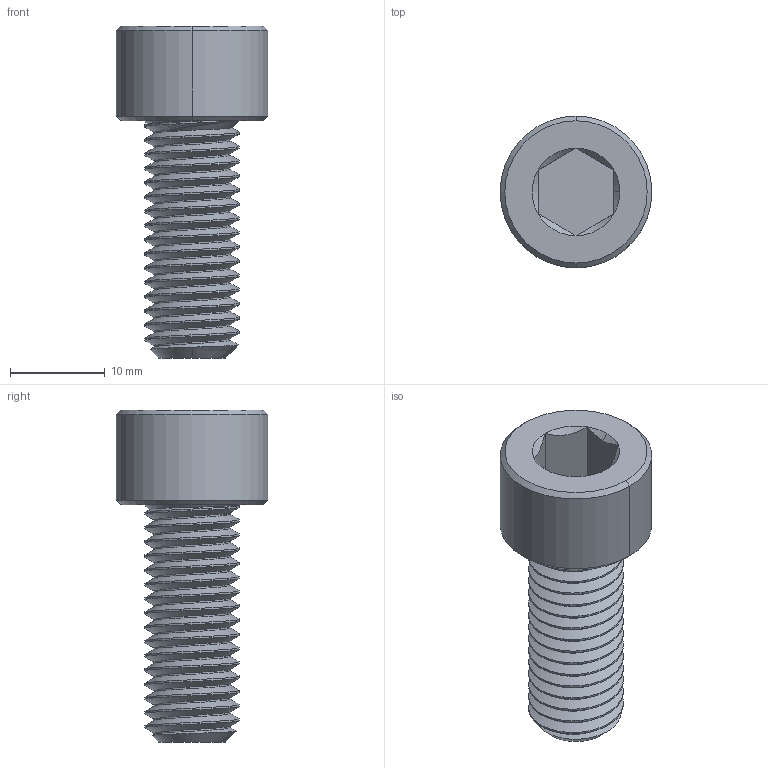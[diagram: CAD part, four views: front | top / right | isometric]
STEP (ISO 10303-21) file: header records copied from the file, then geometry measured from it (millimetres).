
FILE_DESCRIPTION (( 'STEP AP203' ), '1' );
FILE_NAME ('91290A520_Black-Oxide Alloy Steel Socket Head Screw.STEP', '2022-02-03T14:13:45', ( 'Administrator' ), ( 'Managed by Terraform' ), 'SwSTEP 2.0', 'SolidWorks 2017', '' );
FILE_SCHEMA (( 'CONFIG_CONTROL_DESIGN' ));
Length unit declared in the file: millimetre
Products named in the file (1): 91290A520_Black-Oxide Alloy Steel Socket Head Screw
Bounding box: 16 x 16 x 35 mm (x, y, z)
Volume: 3097 mm3; surface area: 2302 mm2
Topology: 1 solids, 1 shells, 65 faces, 164 edges, 103 vertices
Faces by surface type: cylinder 35, cone 17, plane 10, bspline 3
Entity records: 4741 total; most frequent: CARTESIAN_POINT 3340, ORIENTED_EDGE 328, DIRECTION 226, EDGE_CURVE 164, VERTEX_POINT 103, AXIS2_PLACEMENT_3D 85, EDGE_LOOP 67, ADVANCED_FACE 65
